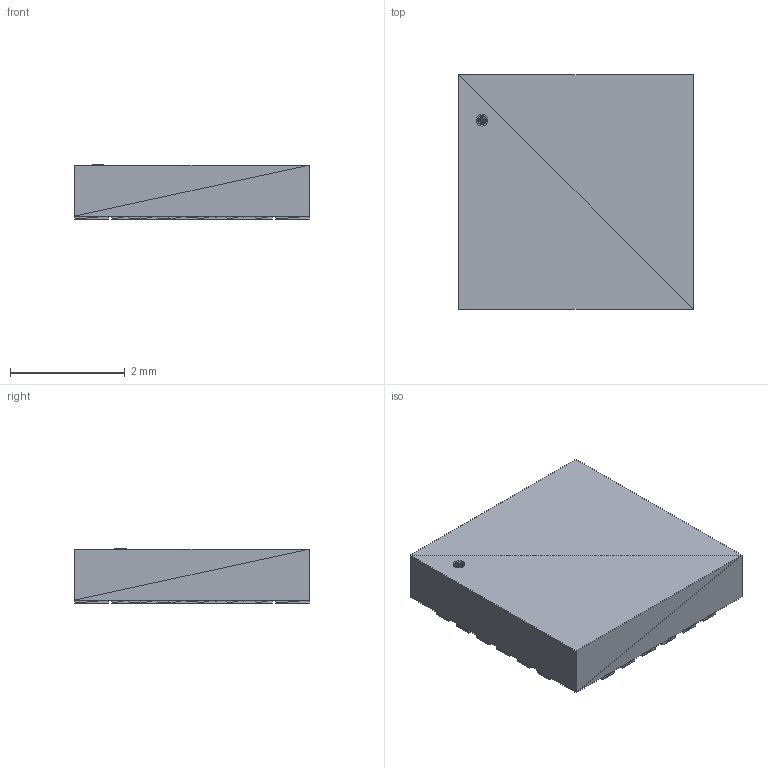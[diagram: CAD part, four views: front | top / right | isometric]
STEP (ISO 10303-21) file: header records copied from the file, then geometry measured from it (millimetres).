
FILE_DESCRIPTION(('STEP AP214'),'1');
FILE_NAME('SOT616-1-L','2018-12-17T09:09:14',(''),(''),'','','');
FILE_SCHEMA(('AUTOMOTIVE_DESIGN'));
Length unit declared in the file: millimetre
Products named in the file (1): product
Bounding box: 4.09 x 4.09 x 0.94 mm (x, y, z)
Surface area: 69.7 mm2 (no closed solid volume)
Topology: 0 solids, 440 shells, 440 faces, 1320 edges, 1320 vertices
Faces by surface type: plane 440
Entity records: 14579 total; most frequent: CARTESIAN_POINT 3081, DIRECTION 2202, ORIENTED_EDGE 1320, EDGE_CURVE 1320, VERTEX_POINT 1320, LINE 1320, VECTOR 1320, AXIS2_PLACEMENT_3D 441
